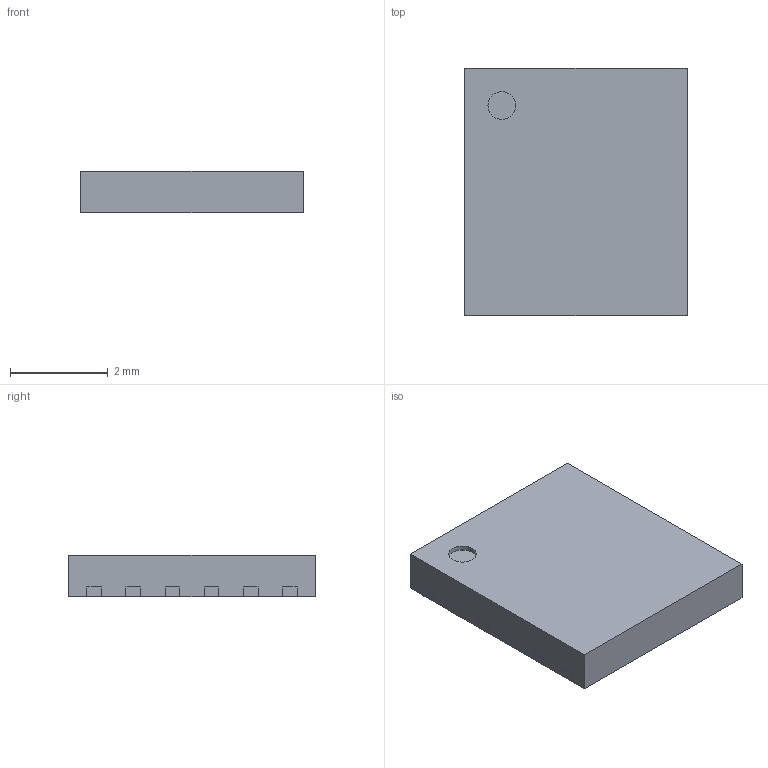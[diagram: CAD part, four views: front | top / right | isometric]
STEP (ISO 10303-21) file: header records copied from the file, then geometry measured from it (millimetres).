
FILE_DESCRIPTION(('Open CASCADE Model'),'2;1');
FILE_NAME('Open CASCADE Shape Model','2023-01-26T17:53:44',('Author'),( 'Open CASCADE'),'Open CASCADE STEP processor 7.5','Open CASCADE 7.5' ,'Unknown');
FILE_SCHEMA(('AUTOMOTIVE_DESIGN { 1 0 10303 214 1 1 1 1 }'));
Length unit declared in the file: millimetre
Products named in the file (8): PSON80P450X85_HS-13N.step; Open CASCADE STEP translator 7.5 4.1; Body; Open CASCADE STEP translator 7.5 4.2.1; Thermal Shape; Pin Shape; Open CASCADE STEP translator 7.5 4.4.1; Open CASCADE STEP translator 7.5 4.4.2
Assembly tree (18 placements, depth 3):
  PSON80P450X85_HS-13N.step
    Open CASCADE STEP translator 7.5 4.1
    Body
      Open CASCADE STEP translator 7.5 4.2.1
    Thermal Shape
    Pin Shape  x12
      Open CASCADE STEP translator 7.5 4.4.1
      Open CASCADE STEP translator 7.5 4.4.2
Bounding box: 4.55 x 5.05 x 0.85 mm (x, y, z)
Volume: 19.5 mm3; surface area: 75.4 mm2
Topology: 14 solids, 27 shells, 100 faces, 223 edges, 165 vertices
Faces by surface type: plane 99, cylinder 1
Full cylindrical faces by diameter (mm): 0.569 x1
Entity records: 1453 total; most frequent: DIRECTION 223, CARTESIAN_POINT 211, LINE 130, VECTOR 130, ORIENTED_EDGE 89, PCURVE 89, DEFINITIONAL_REPRESENTATION 89, EDGE_CURVE 47
